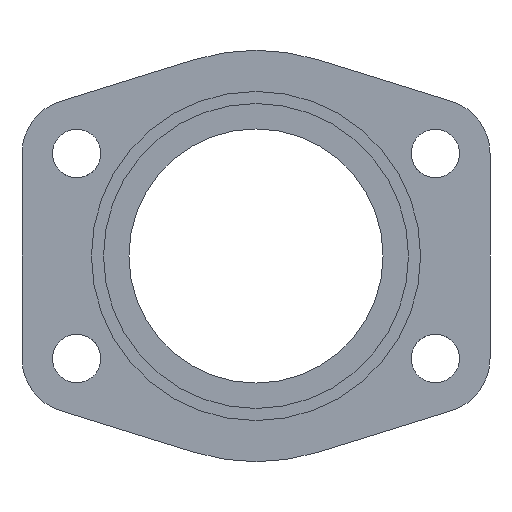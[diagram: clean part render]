
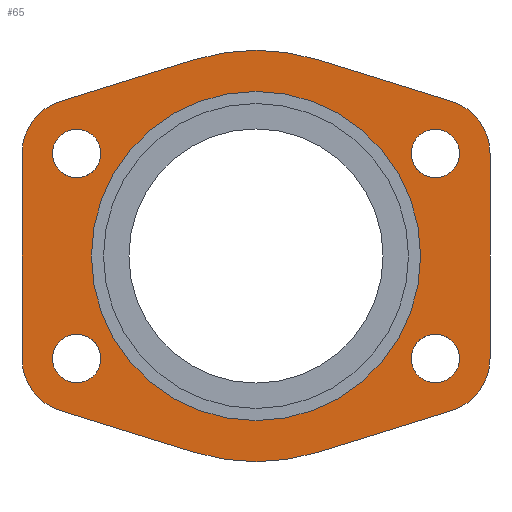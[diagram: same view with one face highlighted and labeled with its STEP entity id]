
A CAD part, front view. The second image highlights one B-rep face of the part: STEP entity #65.
In plain terms, the highlighted planar face has unit normal (0, -1, 0).
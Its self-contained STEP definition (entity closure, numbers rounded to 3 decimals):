
#65=ADVANCED_FACE('',(#137,#138,#139,#140,#141,#142),#143,.F.);
#137=FACE_BOUND('',#252,.T.);
#138=FACE_OUTER_BOUND('',#253,.T.);
#139=FACE_BOUND('',#254,.T.);
#140=FACE_BOUND('',#255,.T.);
#141=FACE_BOUND('',#256,.T.);
#142=FACE_BOUND('',#257,.T.);
#143=PLANE('',#258);
#252=EDGE_LOOP('',(#463,#464));
#253=EDGE_LOOP('',(#465,#466,#467,#468,#469,#470,#471,#472,#473,#474,#475,#476));
#254=EDGE_LOOP('',(#477,#478));
#255=EDGE_LOOP('',(#479,#480));
#256=EDGE_LOOP('',(#481,#482));
#257=EDGE_LOOP('',(#483,#484));
#258=AXIS2_PLACEMENT_3D('',#485,#486,#487);
#463=ORIENTED_EDGE('',*,*,#816,.T.);
#464=ORIENTED_EDGE('',*,*,#809,.T.);
#465=ORIENTED_EDGE('',*,*,#818,.F.);
#466=ORIENTED_EDGE('',*,*,#819,.F.);
#467=ORIENTED_EDGE('',*,*,#820,.F.);
#468=ORIENTED_EDGE('',*,*,#821,.T.);
#469=ORIENTED_EDGE('',*,*,#822,.F.);
#470=ORIENTED_EDGE('',*,*,#823,.F.);
#471=ORIENTED_EDGE('',*,*,#824,.F.);
#472=ORIENTED_EDGE('',*,*,#825,.F.);
#473=ORIENTED_EDGE('',*,*,#826,.F.);
#474=ORIENTED_EDGE('',*,*,#827,.T.);
#475=ORIENTED_EDGE('',*,*,#828,.F.);
#476=ORIENTED_EDGE('',*,*,#829,.F.);
#477=ORIENTED_EDGE('',*,*,#830,.T.);
#478=ORIENTED_EDGE('',*,*,#769,.T.);
#479=ORIENTED_EDGE('',*,*,#831,.T.);
#480=ORIENTED_EDGE('',*,*,#773,.T.);
#481=ORIENTED_EDGE('',*,*,#832,.T.);
#482=ORIENTED_EDGE('',*,*,#778,.T.);
#483=ORIENTED_EDGE('',*,*,#833,.T.);
#484=ORIENTED_EDGE('',*,*,#783,.T.);
#485=CARTESIAN_POINT('',(0.,0.,0.));
#486=DIRECTION('',(-0.0,1.0,0.));
#487=DIRECTION('',(1.0,0.0,0.0));
#769=EDGE_CURVE('',#913,#917,#919,.T.);
#773=EDGE_CURVE('',#921,#925,#927,.T.);
#778=EDGE_CURVE('',#929,#935,#937,.T.);
#783=EDGE_CURVE('',#939,#945,#947,.T.);
#809=EDGE_CURVE('',#991,#995,#997,.T.);
#816=EDGE_CURVE('',#995,#991,#1008,.T.);
#818=EDGE_CURVE('',#1010,#1011,#1012,.T.);
#819=EDGE_CURVE('',#1013,#1010,#1014,.T.);
#820=EDGE_CURVE('',#1015,#1013,#1016,.T.);
#821=EDGE_CURVE('',#1015,#1017,#1018,.T.);
#822=EDGE_CURVE('',#1019,#1017,#1020,.T.);
#823=EDGE_CURVE('',#1021,#1019,#1022,.T.);
#824=EDGE_CURVE('',#1023,#1021,#1024,.T.);
#825=EDGE_CURVE('',#1025,#1023,#1026,.T.);
#826=EDGE_CURVE('',#1027,#1025,#1028,.T.);
#827=EDGE_CURVE('',#1027,#1029,#1030,.T.);
#828=EDGE_CURVE('',#1031,#1029,#1032,.T.);
#829=EDGE_CURVE('',#1011,#1031,#1033,.T.);
#830=EDGE_CURVE('',#917,#913,#1034,.T.);
#831=EDGE_CURVE('',#925,#921,#1035,.T.);
#832=EDGE_CURVE('',#935,#929,#1036,.T.);
#833=EDGE_CURVE('',#945,#939,#1037,.T.);
#913=VERTEX_POINT('',#1147);
#917=VERTEX_POINT('',#1152);
#919=CIRCLE('',#1155,6.0);
#921=VERTEX_POINT('',#1157);
#925=VERTEX_POINT('',#1162);
#927=CIRCLE('',#1165,6.0);
#929=VERTEX_POINT('',#1167);
#935=VERTEX_POINT('',#1174);
#937=CIRCLE('',#1177,6.0);
#939=VERTEX_POINT('',#1179);
#945=VERTEX_POINT('',#1186);
#947=CIRCLE('',#1189,6.0);
#991=VERTEX_POINT('',#1259);
#995=VERTEX_POINT('',#1264);
#997=CIRCLE('',#1267,40.8);
#1008=CIRCLE('',#1280,40.8);
#1010=VERTEX_POINT('',#1282);
#1011=VERTEX_POINT('',#1283);
#1012=CIRCLE('',#1284,13.55);
#1013=VERTEX_POINT('',#1285);
#1014=LINE('',#1286,#1287);
#1015=VERTEX_POINT('',#1288);
#1016=CIRCLE('',#1289,51.0);
#1017=VERTEX_POINT('',#1290);
#1018=LINE('',#1291,#1292);
#1019=VERTEX_POINT('',#1293);
#1020=CIRCLE('',#1294,13.55);
#1021=VERTEX_POINT('',#1295);
#1022=LINE('',#1296,#1297);
#1023=VERTEX_POINT('',#1298);
#1024=CIRCLE('',#1299,13.55);
#1025=VERTEX_POINT('',#1300);
#1026=LINE('',#1301,#1302);
#1027=VERTEX_POINT('',#1303);
#1028=CIRCLE('',#1304,51.0);
#1029=VERTEX_POINT('',#1305);
#1030=LINE('',#1306,#1307);
#1031=VERTEX_POINT('',#1308);
#1032=CIRCLE('',#1309,13.55);
#1033=LINE('',#1310,#1311);
#1034=CIRCLE('',#1312,6.0);
#1035=CIRCLE('',#1313,6.0);
#1036=CIRCLE('',#1314,6.0);
#1037=CIRCLE('',#1315,6.0);
#1147=CARTESIAN_POINT('',(-38.45,0.0,-25.4));
#1152=CARTESIAN_POINT('',(-50.45,0.,-25.4));
#1155=AXIS2_PLACEMENT_3D('',#1459,#1460,#1461);
#1157=CARTESIAN_POINT('',(50.45,0.0,-25.4));
#1162=CARTESIAN_POINT('',(38.45,0.,-25.4));
#1165=AXIS2_PLACEMENT_3D('',#1467,#1468,#1469);
#1167=CARTESIAN_POINT('',(-38.45,0.0,25.4));
#1174=CARTESIAN_POINT('',(-50.45,0.,25.4));
#1177=AXIS2_PLACEMENT_3D('',#1478,#1479,#1480);
#1179=CARTESIAN_POINT('',(50.45,0.0,25.4));
#1186=CARTESIAN_POINT('',(38.45,0.,25.4));
#1189=AXIS2_PLACEMENT_3D('',#1489,#1490,#1491);
#1259=CARTESIAN_POINT('',(-40.8,0.,0.));
#1264=CARTESIAN_POINT('',(40.8,0.,0.));
#1267=AXIS2_PLACEMENT_3D('',#1539,#1540,#1541);
#1280=AXIS2_PLACEMENT_3D('',#1556,#1557,#1558);
#1282=CARTESIAN_POINT('',(-48.472,0.,-38.339));
#1283=CARTESIAN_POINT('',(-58.0,0.,-25.4));
#1284=AXIS2_PLACEMENT_3D('',#1562,#1563,#1564);
#1285=CARTESIAN_POINT('',(-15.139,0.,-48.701));
#1286=CARTESIAN_POINT('',(-15.139,0.,-48.701));
#1287=VECTOR('',#1565,1.0);
#1288=CARTESIAN_POINT('',(15.139,0.,-48.701));
#1289=AXIS2_PLACEMENT_3D('',#1566,#1567,#1568);
#1290=CARTESIAN_POINT('',(48.472,0.,-38.339));
#1291=CARTESIAN_POINT('',(15.139,0.,-48.701));
#1292=VECTOR('',#1569,1.0);
#1293=CARTESIAN_POINT('',(58.0,0.,-25.4));
#1294=AXIS2_PLACEMENT_3D('',#1570,#1571,#1572);
#1295=CARTESIAN_POINT('',(58.0,0.,25.4));
#1296=CARTESIAN_POINT('',(58.0,0.,25.4));
#1297=VECTOR('',#1573,1.0);
#1298=CARTESIAN_POINT('',(48.472,0.,38.339));
#1299=AXIS2_PLACEMENT_3D('',#1574,#1575,#1576);
#1300=CARTESIAN_POINT('',(15.139,0.,48.701));
#1301=CARTESIAN_POINT('',(15.139,0.,48.701));
#1302=VECTOR('',#1577,1.0);
#1303=CARTESIAN_POINT('',(-15.139,0.,48.701));
#1304=AXIS2_PLACEMENT_3D('',#1578,#1579,#1580);
#1305=CARTESIAN_POINT('',(-48.472,0.,38.339));
#1306=CARTESIAN_POINT('',(-15.139,0.,48.701));
#1307=VECTOR('',#1581,1.0);
#1308=CARTESIAN_POINT('',(-58.0,0.,25.4));
#1309=AXIS2_PLACEMENT_3D('',#1582,#1583,#1584);
#1310=CARTESIAN_POINT('',(-58.0,0.,-25.4));
#1311=VECTOR('',#1585,1.0);
#1312=AXIS2_PLACEMENT_3D('',#1586,#1587,#1588);
#1313=AXIS2_PLACEMENT_3D('',#1589,#1590,#1591);
#1314=AXIS2_PLACEMENT_3D('',#1592,#1593,#1594);
#1315=AXIS2_PLACEMENT_3D('',#1595,#1596,#1597);
#1459=CARTESIAN_POINT('',(-44.45,0.0,-25.4));
#1460=DIRECTION('',(-0.0,1.0,0.));
#1461=DIRECTION('',(1.0,0.0,0.0));
#1467=CARTESIAN_POINT('',(44.45,0.0,-25.4));
#1468=DIRECTION('',(-0.0,1.0,0.));
#1469=DIRECTION('',(1.0,0.0,0.0));
#1478=CARTESIAN_POINT('',(-44.45,0.0,25.4));
#1479=DIRECTION('',(-0.0,1.0,0.));
#1480=DIRECTION('',(1.0,0.0,0.0));
#1489=CARTESIAN_POINT('',(44.45,0.0,25.4));
#1490=DIRECTION('',(-0.0,1.0,0.));
#1491=DIRECTION('',(1.0,0.0,0.0));
#1539=CARTESIAN_POINT('',(0.0,0.0,0.0));
#1540=DIRECTION('',(0.0,1.0,0.));
#1541=DIRECTION('',(-1.0,0.0,0.0));
#1556=CARTESIAN_POINT('',(0.0,0.0,0.0));
#1557=DIRECTION('',(0.0,1.0,0.));
#1558=DIRECTION('',(-1.0,0.0,0.0));
#1562=CARTESIAN_POINT('',(-44.45,0.,-25.4));
#1563=DIRECTION('',(-0.0,1.0,0.));
#1564=DIRECTION('',(1.0,0.0,0.0));
#1565=DIRECTION('',(-0.955,0.,0.297));
#1566=CARTESIAN_POINT('',(0.0,0.0,0.0));
#1567=DIRECTION('',(-0.0,1.0,0.));
#1568=DIRECTION('',(1.0,0.0,0.0));
#1569=DIRECTION('',(0.955,0.,0.297));
#1570=CARTESIAN_POINT('',(44.45,0.,-25.4));
#1571=DIRECTION('',(-0.0,1.0,0.));
#1572=DIRECTION('',(1.0,0.0,0.0));
#1573=DIRECTION('',(0.,0.,-1.0));
#1574=CARTESIAN_POINT('',(44.45,0.,25.4));
#1575=DIRECTION('',(-0.0,1.0,0.));
#1576=DIRECTION('',(1.0,0.0,0.0));
#1577=DIRECTION('',(0.955,0.,-0.297));
#1578=CARTESIAN_POINT('',(0.0,0.0,0.0));
#1579=DIRECTION('',(-0.0,1.0,0.));
#1580=DIRECTION('',(1.0,0.0,0.0));
#1581=DIRECTION('',(-0.955,0.,-0.297));
#1582=CARTESIAN_POINT('',(-44.45,0.,25.4));
#1583=DIRECTION('',(-0.0,1.0,0.));
#1584=DIRECTION('',(1.0,0.0,0.0));
#1585=DIRECTION('',(0.,0.,1.0));
#1586=CARTESIAN_POINT('',(-44.45,0.0,-25.4));
#1587=DIRECTION('',(-0.0,1.0,0.));
#1588=DIRECTION('',(1.0,0.0,0.0));
#1589=CARTESIAN_POINT('',(44.45,0.0,-25.4));
#1590=DIRECTION('',(-0.0,1.0,0.));
#1591=DIRECTION('',(1.0,0.0,0.0));
#1592=CARTESIAN_POINT('',(-44.45,0.0,25.4));
#1593=DIRECTION('',(-0.0,1.0,0.));
#1594=DIRECTION('',(1.0,0.0,0.0));
#1595=CARTESIAN_POINT('',(44.45,0.0,25.4));
#1596=DIRECTION('',(-0.0,1.0,0.));
#1597=DIRECTION('',(1.0,0.0,0.0));
